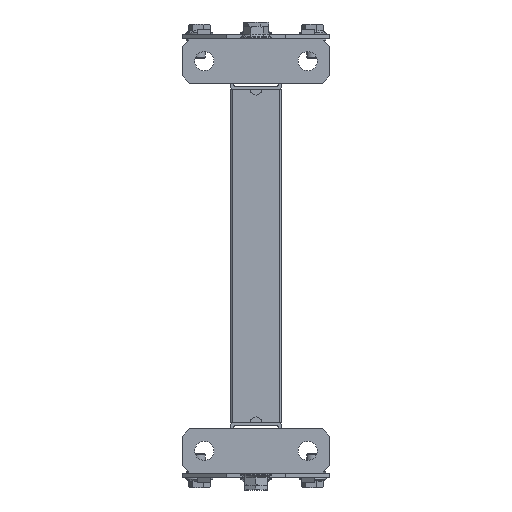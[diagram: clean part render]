
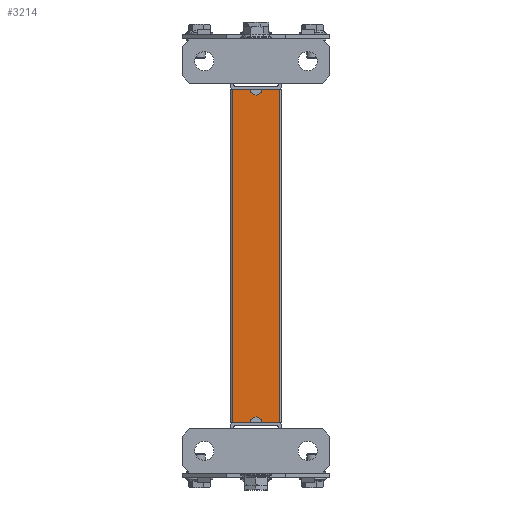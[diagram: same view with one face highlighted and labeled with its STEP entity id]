
A CAD part, front view. The second image highlights one B-rep face of the part: STEP entity #3214.
In plain terms, the highlighted face is planar.
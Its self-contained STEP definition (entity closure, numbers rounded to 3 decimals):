
#271 = ORIENTED_EDGE ( 'NONE', *, *, #7535, .T. ) ;
#328 = CARTESIAN_POINT ( 'NONE',  ( -16., 226., 17. ) ) ;
#479 = LINE ( 'NONE', #2414, #1936 ) ;
#522 = ORIENTED_EDGE ( 'NONE', *, *, #5904, .T. ) ;
#540 = DIRECTION ( 'NONE',  ( 1., 0., 0. ) ) ;
#958 = VERTEX_POINT ( 'NONE', #5536 ) ;
#1145 = CARTESIAN_POINT ( 'NONE',  ( -16., 226., 17. ) ) ;
#1305 = VERTEX_POINT ( 'NONE', #328 ) ;
#1546 = CARTESIAN_POINT ( 'NONE',  ( -17., 226., 17. ) ) ;
#1575 = DIRECTION ( 'NONE',  ( 0., 1., 0. ) ) ;
#1790 = ORIENTED_EDGE ( 'NONE', *, *, #10671, .F. ) ;
#1884 = DIRECTION ( 'NONE',  ( 0., -1., 0. ) ) ;
#1936 = VECTOR ( 'NONE', #1575, 1000. ) ;
#1990 = DIRECTION ( 'NONE',  ( 1., 0., 0. ) ) ;
#1998 = AXIS2_PLACEMENT_3D ( 'NONE', #9850, #9878, #3169 ) ;
#2414 = CARTESIAN_POINT ( 'NONE',  ( 16., 226., 17. ) ) ;
#2665 = CARTESIAN_POINT ( 'NONE',  ( -4., 226., 17. ) ) ;
#3169 = DIRECTION ( 'NONE',  ( -1., 0., 0. ) ) ;
#3214 = ADVANCED_FACE ( 'NONE', ( #6786 ), #4990, .F. ) ;
#3306 = AXIS2_PLACEMENT_3D ( 'NONE', #7363, #4866, #540 ) ;
#3335 = VECTOR ( 'NONE', #4844, 1000. ) ;
#3573 = VECTOR ( 'NONE', #1884, 1000. ) ;
#3816 = VERTEX_POINT ( 'NONE', #6711 ) ;
#4073 = CARTESIAN_POINT ( 'NONE',  ( 0., 226., 17. ) ) ;
#4189 = VERTEX_POINT ( 'NONE', #6307 ) ;
#4332 = VERTEX_POINT ( 'NONE', #10612 ) ;
#4626 = LINE ( 'NONE', #6134, #8419 ) ;
#4844 = DIRECTION ( 'NONE',  ( 1., 0., 0. ) ) ;
#4866 = DIRECTION ( 'NONE',  ( 0., 0., 1. ) ) ;
#4990 = PLANE ( 'NONE',  #1998 ) ;
#4994 = EDGE_CURVE ( 'NONE', #6445, #7899, #10515, .T. ) ;
#5005 = EDGE_CURVE ( 'NONE', #4189, #958, #479, .T. ) ;
#5536 = CARTESIAN_POINT ( 'NONE',  ( 16., 226., 17. ) ) ;
#5785 = LINE ( 'NONE', #1145, #3573 ) ;
#5824 = DIRECTION ( 'NONE',  ( 1., 0., 0. ) ) ;
#5904 = EDGE_CURVE ( 'NONE', #1305, #6445, #5785, .T. ) ;
#5986 = VECTOR ( 'NONE', #6163, 1000. ) ;
#6134 = CARTESIAN_POINT ( 'NONE',  ( -17., 226., 17. ) ) ;
#6163 = DIRECTION ( 'NONE',  ( 1., 0., 0. ) ) ;
#6307 = CARTESIAN_POINT ( 'NONE',  ( 16., 0., 17. ) ) ;
#6313 = ORIENTED_EDGE ( 'NONE', *, *, #9005, .F. ) ;
#6318 = EDGE_CURVE ( 'NONE', #10438, #4332, #9009, .T. ) ;
#6325 = CIRCLE ( 'NONE', #3306, 4. ) ;
#6445 = VERTEX_POINT ( 'NONE', #8565 ) ;
#6711 = CARTESIAN_POINT ( 'NONE',  ( 4., 0., 17. ) ) ;
#6786 = FACE_OUTER_BOUND ( 'NONE', #6807, .T. ) ;
#6807 = EDGE_LOOP ( 'NONE', ( #9082, #1790, #271, #8904, #10509, #8202, #6313, #522 ) ) ;
#7150 = VECTOR ( 'NONE', #8275, 1000. ) ;
#7363 = CARTESIAN_POINT ( 'NONE',  ( 0., 0., 17. ) ) ;
#7467 = CARTESIAN_POINT ( 'NONE',  ( -17., 0., 17. ) ) ;
#7535 = EDGE_CURVE ( 'NONE', #3816, #4189, #8601, .T. ) ;
#7766 = LINE ( 'NONE', #1546, #3335 ) ;
#7899 = VERTEX_POINT ( 'NONE', #10036 ) ;
#8202 = ORIENTED_EDGE ( 'NONE', *, *, #6318, .F. ) ;
#8275 = DIRECTION ( 'NONE',  ( 1., 0., 0. ) ) ;
#8419 = VECTOR ( 'NONE', #1990, 1000. ) ;
#8440 = AXIS2_PLACEMENT_3D ( 'NONE', #4073, #10700, #5824 ) ;
#8565 = CARTESIAN_POINT ( 'NONE',  ( -16., 0., 17. ) ) ;
#8601 = LINE ( 'NONE', #10313, #5986 ) ;
#8904 = ORIENTED_EDGE ( 'NONE', *, *, #5005, .T. ) ;
#9005 = EDGE_CURVE ( 'NONE', #1305, #10438, #7766, .T. ) ;
#9009 = CIRCLE ( 'NONE', #8440, 4. ) ;
#9082 = ORIENTED_EDGE ( 'NONE', *, *, #4994, .T. ) ;
#9278 = EDGE_CURVE ( 'NONE', #4332, #958, #4626, .T. ) ;
#9850 = CARTESIAN_POINT ( 'NONE',  ( -17., 226., 17. ) ) ;
#9878 = DIRECTION ( 'NONE',  ( 0., 0., -1. ) ) ;
#10036 = CARTESIAN_POINT ( 'NONE',  ( -4., 0., 17. ) ) ;
#10313 = CARTESIAN_POINT ( 'NONE',  ( -17., 0., 17. ) ) ;
#10438 = VERTEX_POINT ( 'NONE', #2665 ) ;
#10509 = ORIENTED_EDGE ( 'NONE', *, *, #9278, .F. ) ;
#10515 = LINE ( 'NONE', #7467, #7150 ) ;
#10612 = CARTESIAN_POINT ( 'NONE',  ( 4., 226., 17. ) ) ;
#10671 = EDGE_CURVE ( 'NONE', #3816, #7899, #6325, .T. ) ;
#10700 = DIRECTION ( 'NONE',  ( 0., 0., 1. ) ) ;
